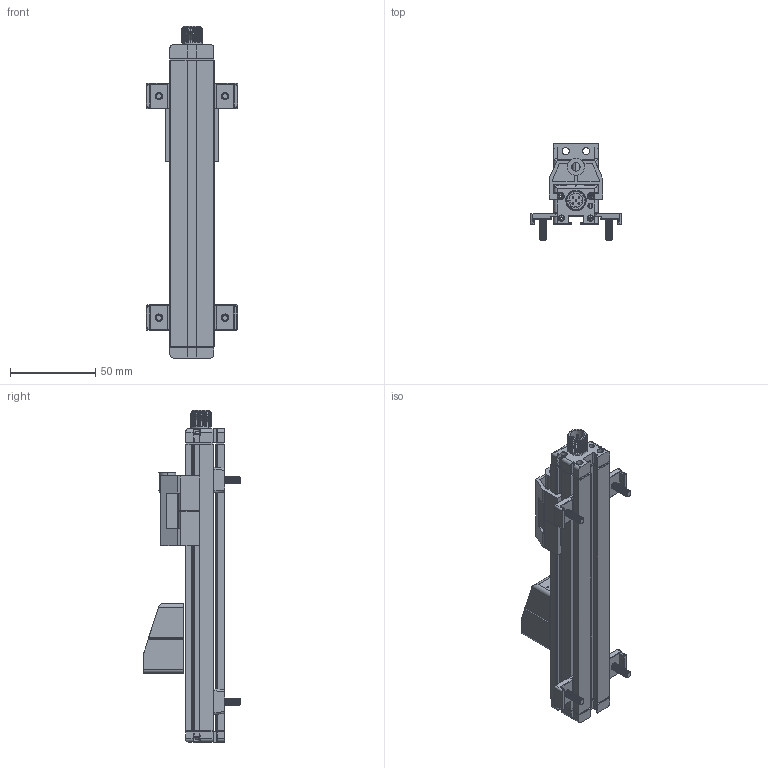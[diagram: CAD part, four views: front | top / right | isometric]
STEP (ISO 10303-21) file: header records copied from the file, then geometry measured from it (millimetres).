
FILE_DESCRIPTION (( 'STEP AP214' ), '1' );
FILE_NAME ('ILT010.STEP', '2021-09-09T09:01:59', ( '' ), ( '' ), 'SwSTEP 2.0', 'SolidWorks 2014', '' );
FILE_SCHEMA (( 'AUTOMOTIVE_DESIGN' ));
Length unit declared in the file: millimetre
Products named in the file (1): ILT010
Bounding box: 53.91 x 56.92 x 195 mm (x, y, z)
Surface area: 43074.1 mm2 (no closed solid volume)
Topology: 0 solids, 37 shells, 1081 faces, 3725 edges, 2611 vertices
Faces by surface type: cylinder 552, plane 353, cone 78, bspline 47, sphere 26, torus 25
Entity records: 60915 total; most frequent: CARTESIAN_POINT 19612, ORIENTED_EDGE 6382, DIRECTION 5661, EDGE_CURVE 3697, VERTEX_POINT 2601, AXIS2_PLACEMENT_3D 1954, LINE 1753, VECTOR 1753
